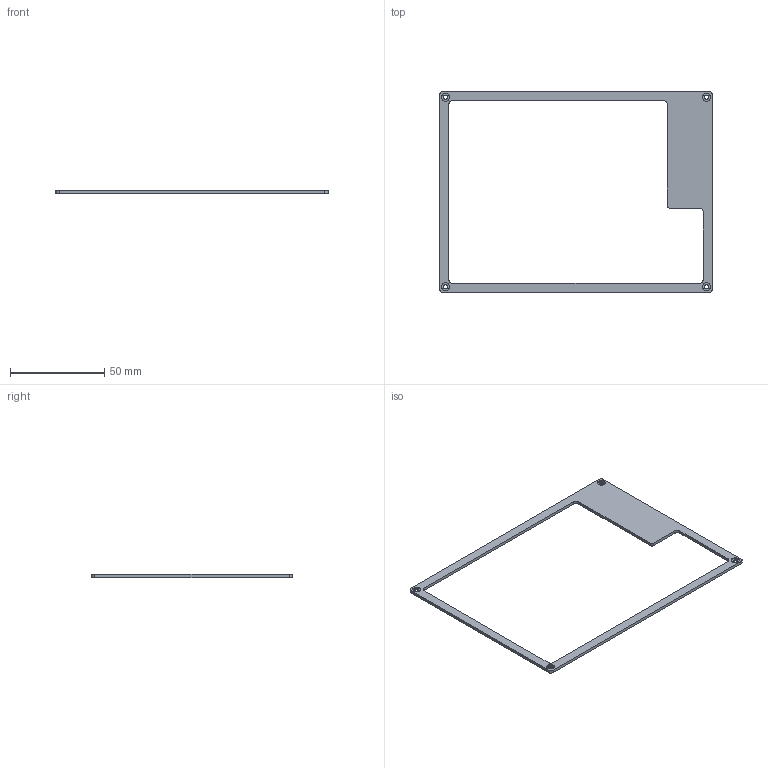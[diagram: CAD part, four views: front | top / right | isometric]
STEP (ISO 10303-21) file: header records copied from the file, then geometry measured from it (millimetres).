
FILE_DESCRIPTION(/* description */ (''),/* implementation_level */ '2;1');
FILE_NAME(/* name */ 'top-plate-left.step.step',/* time_stamp */ '2022-01-30T17:07:42+09:00',/* author */ (''),/* organization */ (''),/* preprocessor_version */ 'ST-DEVELOPER v18.1',/* originating_system */ 'Autodesk Translation Framework v10.10.0.1391',/* authorisation */ '');
FILE_SCHEMA (('AUTOMOTIVE_DESIGN { 1 0 10303 214 3 1 1 }'));
Length unit declared in the file: millimetre
Products named in the file (1): helix-case rev2
Bounding box: 144.7 x 106.7 x 1.6 mm (x, y, z)
Volume: 5421.3 mm3; surface area: 8430.5 mm2
Topology: 1 solids, 1 shells, 42 faces, 96 edges, 64 vertices
Faces by surface type: cylinder 22, plane 20
Full cylindrical faces by diameter (mm): 2.2 x4, 4.2 x8
Entity records: 1267 total; most frequent: DIRECTION 226, CARTESIAN_POINT 203, ORIENTED_EDGE 192, EDGE_CURVE 96, AXIS2_PLACEMENT_3D 87, VERTEX_POINT 64, EDGE_LOOP 60, LINE 52
